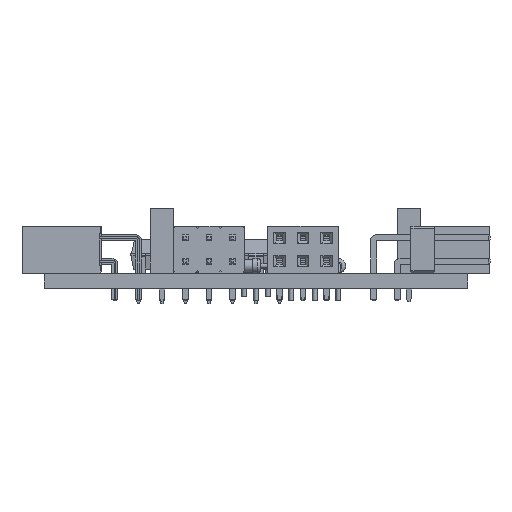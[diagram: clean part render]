
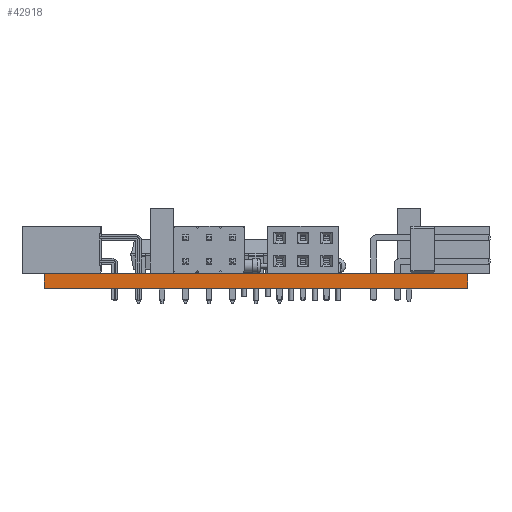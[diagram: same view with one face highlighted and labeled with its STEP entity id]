
A CAD part, left-side view. The second image highlights one B-rep face of the part: STEP entity #42918.
In plain terms, the highlighted planar face has unit normal (-1, 0, 0).
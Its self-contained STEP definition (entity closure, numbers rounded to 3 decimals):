
#42737 = PLANE('',#42738);
#42738 = AXIS2_PLACEMENT_3D('',#42739,#42740,#42741);
#42739 = CARTESIAN_POINT('',(191.77,-73.66,0.));
#42740 = DIRECTION('',(0.,-1.,0.));
#42741 = DIRECTION('',(-1.,0.,0.));
#42762 = VERTEX_POINT('',#42763);
#42763 = CARTESIAN_POINT('',(100.33,-73.66,1.6));
#42777 = PLANE('',#42778);
#42778 = AXIS2_PLACEMENT_3D('',#42779,#42780,#42781);
#42779 = CARTESIAN_POINT('',(146.05,-96.52,1.6));
#42780 = DIRECTION('',(0.,0.,1.));
#42781 = DIRECTION('',(1.,0.,0.));
#42789 = EDGE_CURVE('',#42790,#42762,#42792,.T.);
#42790 = VERTEX_POINT('',#42791);
#42791 = CARTESIAN_POINT('',(100.33,-73.66,0.));
#42792 = SURFACE_CURVE('',#42793,(#42797,#42804),.PCURVE_S1.);
#42793 = LINE('',#42794,#42795);
#42794 = CARTESIAN_POINT('',(100.33,-73.66,0.));
#42795 = VECTOR('',#42796,1.);
#42796 = DIRECTION('',(0.,0.,1.));
#42797 = PCURVE('',#42737,#42798);
#42798 = DEFINITIONAL_REPRESENTATION('',(#42799),#42803);
#42799 = LINE('',#42800,#42801);
#42800 = CARTESIAN_POINT('',(91.44,0.));
#42801 = VECTOR('',#42802,1.);
#42802 = DIRECTION('',(0.,-1.));
#42803 = ( GEOMETRIC_REPRESENTATION_CONTEXT(2) 
PARAMETRIC_REPRESENTATION_CONTEXT() REPRESENTATION_CONTEXT('2D SPACE',''
  ) );
#42804 = PCURVE('',#42805,#42810);
#42805 = PLANE('',#42806);
#42806 = AXIS2_PLACEMENT_3D('',#42807,#42808,#42809);
#42807 = CARTESIAN_POINT('',(100.33,-73.66,0.));
#42808 = DIRECTION('',(1.,0.,0.));
#42809 = DIRECTION('',(0.,-1.,0.));
#42810 = DEFINITIONAL_REPRESENTATION('',(#42811),#42815);
#42811 = LINE('',#42812,#42813);
#42812 = CARTESIAN_POINT('',(0.,0.));
#42813 = VECTOR('',#42814,1.);
#42814 = DIRECTION('',(0.,-1.));
#42815 = ( GEOMETRIC_REPRESENTATION_CONTEXT(2) 
PARAMETRIC_REPRESENTATION_CONTEXT() REPRESENTATION_CONTEXT('2D SPACE',''
  ) );
#42831 = PLANE('',#42832);
#42832 = AXIS2_PLACEMENT_3D('',#42833,#42834,#42835);
#42833 = CARTESIAN_POINT('',(146.05,-96.52,0.));
#42834 = DIRECTION('',(0.,0.,1.));
#42835 = DIRECTION('',(1.,0.,0.));
#42864 = PLANE('',#42865);
#42865 = AXIS2_PLACEMENT_3D('',#42866,#42867,#42868);
#42866 = CARTESIAN_POINT('',(100.33,-119.38,0.));
#42867 = DIRECTION('',(0.,1.,0.));
#42868 = DIRECTION('',(1.,0.,0.));
#42918 = ADVANCED_FACE('',(#42919),#42805,.F.);
#42919 = FACE_BOUND('',#42920,.F.);
#42920 = EDGE_LOOP('',(#42921,#42922,#42945,#42968));
#42921 = ORIENTED_EDGE('',*,*,#42789,.T.);
#42922 = ORIENTED_EDGE('',*,*,#42923,.T.);
#42923 = EDGE_CURVE('',#42762,#42924,#42926,.T.);
#42924 = VERTEX_POINT('',#42925);
#42925 = CARTESIAN_POINT('',(100.33,-119.38,1.6));
#42926 = SURFACE_CURVE('',#42927,(#42931,#42938),.PCURVE_S1.);
#42927 = LINE('',#42928,#42929);
#42928 = CARTESIAN_POINT('',(100.33,-73.66,1.6));
#42929 = VECTOR('',#42930,1.);
#42930 = DIRECTION('',(0.,-1.,0.));
#42931 = PCURVE('',#42805,#42932);
#42932 = DEFINITIONAL_REPRESENTATION('',(#42933),#42937);
#42933 = LINE('',#42934,#42935);
#42934 = CARTESIAN_POINT('',(0.,-1.6));
#42935 = VECTOR('',#42936,1.);
#42936 = DIRECTION('',(1.,0.));
#42937 = ( GEOMETRIC_REPRESENTATION_CONTEXT(2) 
PARAMETRIC_REPRESENTATION_CONTEXT() REPRESENTATION_CONTEXT('2D SPACE',''
  ) );
#42938 = PCURVE('',#42777,#42939);
#42939 = DEFINITIONAL_REPRESENTATION('',(#42940),#42944);
#42940 = LINE('',#42941,#42942);
#42941 = CARTESIAN_POINT('',(-45.72,22.86));
#42942 = VECTOR('',#42943,1.);
#42943 = DIRECTION('',(0.,-1.));
#42944 = ( GEOMETRIC_REPRESENTATION_CONTEXT(2) 
PARAMETRIC_REPRESENTATION_CONTEXT() REPRESENTATION_CONTEXT('2D SPACE',''
  ) );
#42945 = ORIENTED_EDGE('',*,*,#42946,.F.);
#42946 = EDGE_CURVE('',#42947,#42924,#42949,.T.);
#42947 = VERTEX_POINT('',#42948);
#42948 = CARTESIAN_POINT('',(100.33,-119.38,0.));
#42949 = SURFACE_CURVE('',#42950,(#42954,#42961),.PCURVE_S1.);
#42950 = LINE('',#42951,#42952);
#42951 = CARTESIAN_POINT('',(100.33,-119.38,0.));
#42952 = VECTOR('',#42953,1.);
#42953 = DIRECTION('',(0.,0.,1.));
#42954 = PCURVE('',#42805,#42955);
#42955 = DEFINITIONAL_REPRESENTATION('',(#42956),#42960);
#42956 = LINE('',#42957,#42958);
#42957 = CARTESIAN_POINT('',(45.72,0.));
#42958 = VECTOR('',#42959,1.);
#42959 = DIRECTION('',(0.,-1.));
#42960 = ( GEOMETRIC_REPRESENTATION_CONTEXT(2) 
PARAMETRIC_REPRESENTATION_CONTEXT() REPRESENTATION_CONTEXT('2D SPACE',''
  ) );
#42961 = PCURVE('',#42864,#42962);
#42962 = DEFINITIONAL_REPRESENTATION('',(#42963),#42967);
#42963 = LINE('',#42964,#42965);
#42964 = CARTESIAN_POINT('',(0.,0.));
#42965 = VECTOR('',#42966,1.);
#42966 = DIRECTION('',(0.,-1.));
#42967 = ( GEOMETRIC_REPRESENTATION_CONTEXT(2) 
PARAMETRIC_REPRESENTATION_CONTEXT() REPRESENTATION_CONTEXT('2D SPACE',''
  ) );
#42968 = ORIENTED_EDGE('',*,*,#42969,.F.);
#42969 = EDGE_CURVE('',#42790,#42947,#42970,.T.);
#42970 = SURFACE_CURVE('',#42971,(#42975,#42982),.PCURVE_S1.);
#42971 = LINE('',#42972,#42973);
#42972 = CARTESIAN_POINT('',(100.33,-73.66,0.));
#42973 = VECTOR('',#42974,1.);
#42974 = DIRECTION('',(0.,-1.,0.));
#42975 = PCURVE('',#42805,#42976);
#42976 = DEFINITIONAL_REPRESENTATION('',(#42977),#42981);
#42977 = LINE('',#42978,#42979);
#42978 = CARTESIAN_POINT('',(0.,0.));
#42979 = VECTOR('',#42980,1.);
#42980 = DIRECTION('',(1.,0.));
#42981 = ( GEOMETRIC_REPRESENTATION_CONTEXT(2) 
PARAMETRIC_REPRESENTATION_CONTEXT() REPRESENTATION_CONTEXT('2D SPACE',''
  ) );
#42982 = PCURVE('',#42831,#42983);
#42983 = DEFINITIONAL_REPRESENTATION('',(#42984),#42988);
#42984 = LINE('',#42985,#42986);
#42985 = CARTESIAN_POINT('',(-45.72,22.86));
#42986 = VECTOR('',#42987,1.);
#42987 = DIRECTION('',(0.,-1.));
#42988 = ( GEOMETRIC_REPRESENTATION_CONTEXT(2) 
PARAMETRIC_REPRESENTATION_CONTEXT() REPRESENTATION_CONTEXT('2D SPACE',''
  ) );
